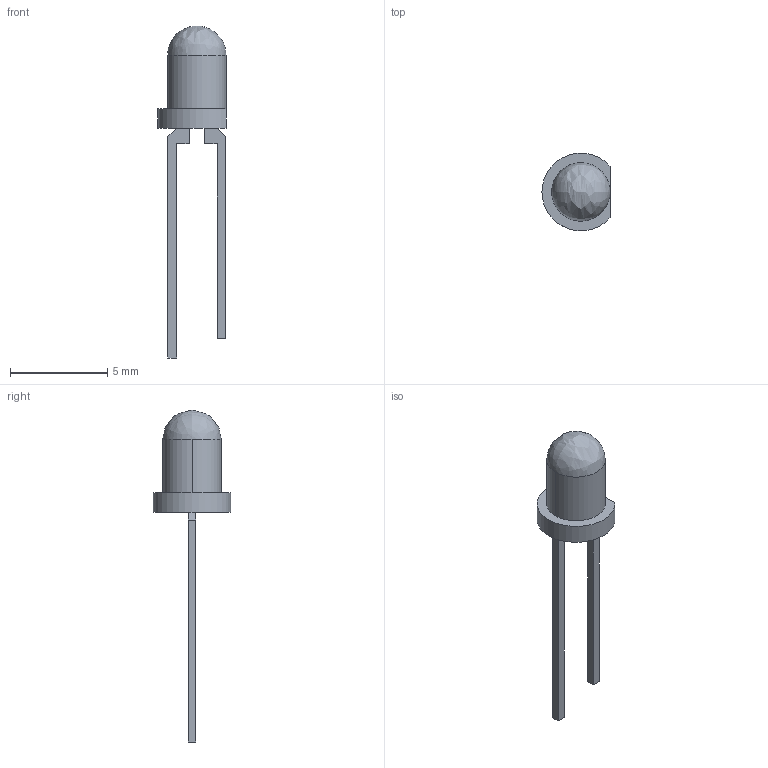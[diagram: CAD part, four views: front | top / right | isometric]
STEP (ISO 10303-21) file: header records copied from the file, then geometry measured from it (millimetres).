
FILE_DESCRIPTION (( 'STEP AP214' ), '1' );
FILE_NAME ('D1A8C4BF-8635-48C6-ADCA-37220DC4F74D.STEP', '2022-11-15T14:08:35', ( '' ), ( '' ), 'SwSTEP 2.0', 'SolidWorks 2022', '' );
FILE_SCHEMA (( 'AUTOMOTIVE_DESIGN' ));
Length unit declared in the file: millimetre
Products named in the file (1): D1A8C4BF-8635-48C6-ADCA-37220DC4F74D
Bounding box: 3.5 x 4 x 17.05 mm (x, y, z)
Volume: 42.6 mm3; surface area: 109.3 mm2
Topology: 1 solids, 1 shells, 23 faces, 57 edges, 36 vertices
Faces by surface type: plane 19, cylinder 3, bspline 1
Entity records: 787 total; most frequent: CARTESIAN_POINT 129, ORIENTED_EDGE 108, DIRECTION 106, EDGE_CURVE 54, VECTOR 48, LINE 48, VERTEX_POINT 36, AXIS2_PLACEMENT_3D 29
